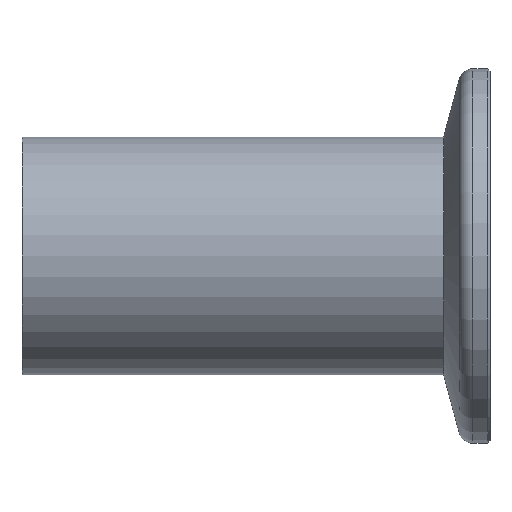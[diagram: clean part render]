
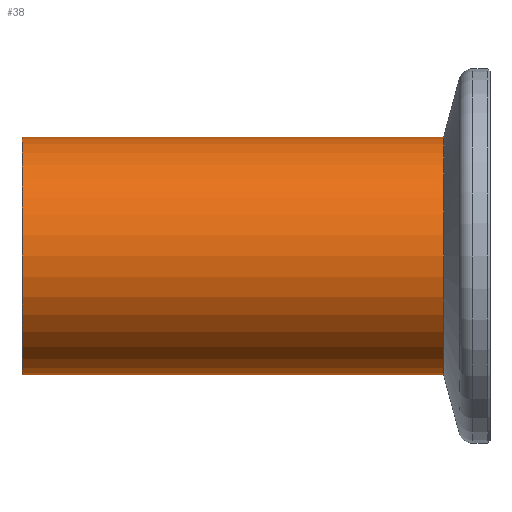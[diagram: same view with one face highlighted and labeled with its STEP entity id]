
A CAD part, left-side view. The second image highlights one B-rep face of the part: STEP entity #38.
In plain terms, the highlighted cylindrical face has radius 12.7 mm (diameter 25.4 mm), a partial arc.
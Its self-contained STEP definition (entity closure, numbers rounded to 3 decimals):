
#25 = EDGE_CURVE ( 'NONE', #480, #466, #389, .T. ) ;
#35 = EDGE_CURVE ( 'NONE', #482, #481, #361, .T. ) ;
#36 = EDGE_CURVE ( 'NONE', #480, #482, #665, .T. ) ;
#38 = ADVANCED_FACE ( 'NONE', ( #336 ), #335, .T. ) ;
#47 = EDGE_CURVE ( 'NONE', #466, #481, #667, .T. ) ;
#133 = CARTESIAN_POINT ( 'NONE',  ( 0., -23.25, -12.7 ) ) ;
#187 = CARTESIAN_POINT ( 'NONE',  ( 0., 23.25, -12.7 ) ) ;
#192 = CARTESIAN_POINT ( 'NONE',  ( 0., 23.25, 12.7 ) ) ;
#194 = CARTESIAN_POINT ( 'NONE',  ( 0., -23.25, 12.7 ) ) ;
#283 = DIRECTION ( 'NONE',  ( 0., 0., 1. ) ) ;
#284 = DIRECTION ( 'NONE',  ( 0., 1., 0. ) ) ;
#285 = CARTESIAN_POINT ( 'NONE',  ( 0., -23.25, 0. ) ) ;
#331 = DIRECTION ( 'NONE',  ( 0., 0., -1. ) ) ;
#335 = CYLINDRICAL_SURFACE ( 'NONE', #657, 12.7 ) ;
#336 = FACE_OUTER_BOUND ( 'NONE', #524, .T. ) ;
#338 = DIRECTION ( 'NONE',  ( 0., 0., 1. ) ) ;
#339 = DIRECTION ( 'NONE',  ( 0., 1., 0. ) ) ;
#342 = CARTESIAN_POINT ( 'NONE',  ( 0., 23.25, 0. ) ) ;
#345 = DIRECTION ( 'NONE',  ( 0., -1., 0. ) ) ;
#347 = DIRECTION ( 'NONE',  ( 0., -1., 0. ) ) ;
#358 = CARTESIAN_POINT ( 'NONE',  ( 0., 23.25, 0. ) ) ;
#361 = LINE ( 'NONE', #365, #638 ) ;
#365 = CARTESIAN_POINT ( 'NONE',  ( 0., 23.25, 12.7 ) ) ;
#384 = DIRECTION ( 'NONE',  ( 0., -1., 0. ) ) ;
#389 = LINE ( 'NONE', #394, #743 ) ;
#394 = CARTESIAN_POINT ( 'NONE',  ( 0., 23.25, -12.7 ) ) ;
#466 = VERTEX_POINT ( 'NONE', #133 ) ;
#480 = VERTEX_POINT ( 'NONE', #187 ) ;
#481 = VERTEX_POINT ( 'NONE', #194 ) ;
#482 = VERTEX_POINT ( 'NONE', #192 ) ;
#524 = EDGE_LOOP ( 'NONE', ( #581, #583, #595, #593 ) ) ;
#581 = ORIENTED_EDGE ( 'NONE', *, *, #35, .F. ) ;
#583 = ORIENTED_EDGE ( 'NONE', *, *, #36, .F. ) ;
#593 = ORIENTED_EDGE ( 'NONE', *, *, #47, .T. ) ;
#595 = ORIENTED_EDGE ( 'NONE', *, *, #25, .T. ) ;
#638 = VECTOR ( 'NONE', #347, 1000. ) ;
#653 = AXIS2_PLACEMENT_3D ( 'NONE', #285, #284, #283 ) ;
#657 = AXIS2_PLACEMENT_3D ( 'NONE', #358, #345, #331 ) ;
#665 = CIRCLE ( 'NONE', #672, 12.7 ) ;
#667 = CIRCLE ( 'NONE', #653, 12.7 ) ;
#672 = AXIS2_PLACEMENT_3D ( 'NONE', #342, #339, #338 ) ;
#743 = VECTOR ( 'NONE', #384, 1000. ) ;
